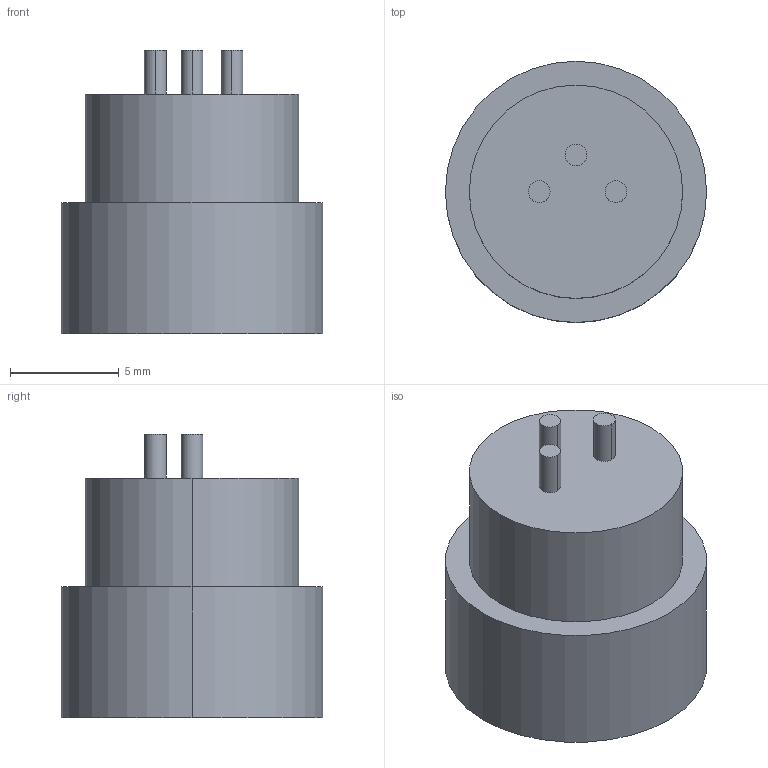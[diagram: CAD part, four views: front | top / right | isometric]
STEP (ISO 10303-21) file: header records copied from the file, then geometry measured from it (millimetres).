
FILE_DESCRIPTION((''),'2;1');
FILE_NAME('PLUG_OUTSIDE_FIXED','2025-04-16T12:28:56',('Constantin Schempp'),(''),'CREO PARAMETRIC BY PTC INC, 2024063','CREO PARAMETRIC BY PTC INC, 2024063','');
FILE_SCHEMA(('CONFIG_CONTROL_DESIGN'));
Length unit declared in the file: millimetre
Products named in the file (1): PLUG_OUTSIDE_FIXED
Bounding box: 12 x 12 x 13 mm (x, y, z)
Volume: 919 mm3; surface area: 774.1 mm2
Topology: 1 solids, 1 shells, 22 faces, 62 edges, 54 vertices
Faces by surface type: cylinder 14, plane 8
Entity records: 756 total; most frequent: DIRECTION 150, CARTESIAN_POINT 113, ORIENTED_EDGE 84, AXIS2_PLACEMENT_3D 65, CIRCLE 42, EDGE_CURVE 42, VERTEX_POINT 28, EDGE_LOOP 28
